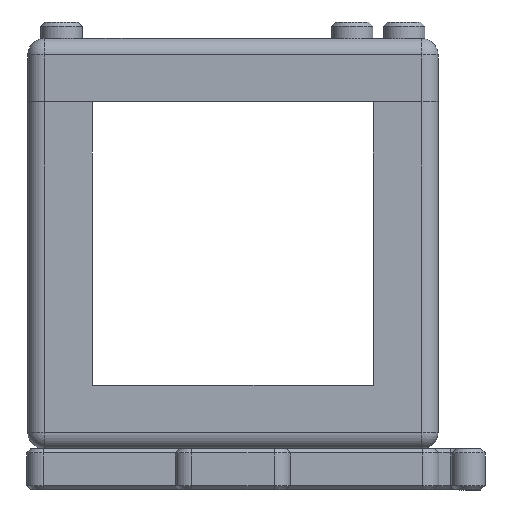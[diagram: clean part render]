
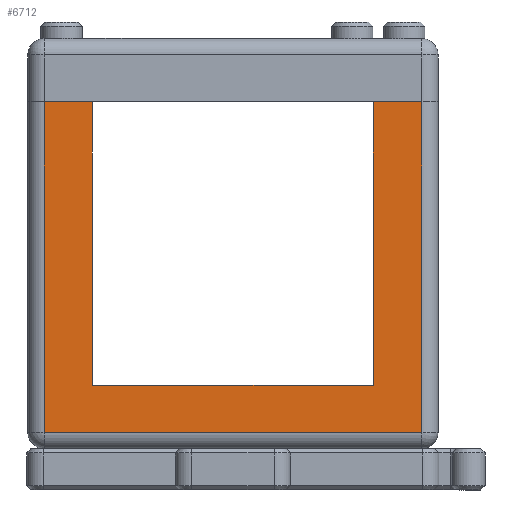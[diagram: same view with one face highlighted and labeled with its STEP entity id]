
A CAD part, left-side view. The second image highlights one B-rep face of the part: STEP entity #6712.
In plain terms, the highlighted planar face has unit normal (-1, 0, 0).
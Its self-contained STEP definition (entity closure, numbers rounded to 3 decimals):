
#288=PLANE('',#7336);
#520=FACE_OUTER_BOUND('',#890,.T.);
#890=EDGE_LOOP('',(#4935,#4936,#4937,#4938,#4939,#4940,#4941,#4942));
#1299=LINE('',#10175,#1949);
#1401=LINE('',#10390,#2051);
#1414=LINE('',#10431,#2064);
#1426=LINE('',#10491,#2076);
#1428=LINE('',#10494,#2078);
#1429=LINE('',#10499,#2079);
#1434=LINE('',#10507,#2084);
#1435=LINE('',#10508,#2085);
#1949=VECTOR('',#8020,10.);
#2051=VECTOR('',#8194,10.);
#2064=VECTOR('',#8243,10.);
#2076=VECTOR('',#8319,10.);
#2078=VECTOR('',#8323,10.);
#2079=VECTOR('',#8328,10.);
#2084=VECTOR('',#8337,10.);
#2085=VECTOR('',#8338,10.);
#2939=VERTEX_POINT('',#10172);
#2940=VERTEX_POINT('',#10174);
#3017=VERTEX_POINT('',#10389);
#3026=VERTEX_POINT('',#10428);
#3027=VERTEX_POINT('',#10430);
#3032=VERTEX_POINT('',#10449);
#3035=VERTEX_POINT('',#10456);
#3045=VERTEX_POINT('',#10497);
#3587=EDGE_CURVE('',#2939,#2940,#1299,.T.);
#3702=EDGE_CURVE('',#2940,#3017,#1401,.T.);
#3724=EDGE_CURVE('',#3026,#3027,#1414,.T.);
#3755=EDGE_CURVE('',#3032,#3035,#1426,.T.);
#3757=EDGE_CURVE('',#3035,#3026,#1428,.T.);
#3759=EDGE_CURVE('',#3045,#3032,#1429,.T.);
#3764=EDGE_CURVE('',#3017,#3045,#1434,.T.);
#3765=EDGE_CURVE('',#2939,#3027,#1435,.T.);
#4935=ORIENTED_EDGE('',*,*,#3757,.F.);
#4936=ORIENTED_EDGE('',*,*,#3755,.F.);
#4937=ORIENTED_EDGE('',*,*,#3759,.F.);
#4938=ORIENTED_EDGE('',*,*,#3764,.F.);
#4939=ORIENTED_EDGE('',*,*,#3702,.F.);
#4940=ORIENTED_EDGE('',*,*,#3587,.F.);
#4941=ORIENTED_EDGE('',*,*,#3765,.T.);
#4942=ORIENTED_EDGE('',*,*,#3724,.F.);
#6712=ADVANCED_FACE('',(#520),#288,.T.);
#7336=AXIS2_PLACEMENT_3D('',#10506,#8335,#8336);
#8020=DIRECTION('',(0.,-1.,0.));
#8194=DIRECTION('',(0.,0.,1.));
#8243=DIRECTION('',(0.,-1.,0.));
#8319=DIRECTION('',(0.,1.,0.));
#8323=DIRECTION('',(0.,0.,1.));
#8328=DIRECTION('',(0.,0.,-1.));
#8335=DIRECTION('center_axis',(-1.,0.,0.));
#8336=DIRECTION('ref_axis',(0.,-1.,0.));
#8337=DIRECTION('',(0.,-1.,0.));
#8338=DIRECTION('',(0.,0.,1.));
#10172=CARTESIAN_POINT('',(-24.9,17.05,7.7));
#10174=CARTESIAN_POINT('',(-24.9,-17.05,7.7));
#10175=CARTESIAN_POINT('',(-24.9,-24.9,7.7));
#10389=CARTESIAN_POINT('',(-24.9,-17.05,42.1));
#10390=CARTESIAN_POINT('',(-24.9,-17.05,7.7));
#10428=CARTESIAN_POINT('',(-24.9,22.9,42.1));
#10430=CARTESIAN_POINT('',(-24.9,17.05,42.1));
#10431=CARTESIAN_POINT('',(-24.9,24.9,42.1));
#10449=CARTESIAN_POINT('',(-24.9,-22.9,2.));
#10456=CARTESIAN_POINT('',(-24.9,22.9,2.));
#10491=CARTESIAN_POINT('',(-24.9,12.45,2.));
#10494=CARTESIAN_POINT('',(-24.9,22.9,0.));
#10497=CARTESIAN_POINT('',(-24.9,-22.9,42.1));
#10499=CARTESIAN_POINT('',(-24.9,-22.9,0.));
#10506=CARTESIAN_POINT('Origin',(-24.9,24.9,0.));
#10507=CARTESIAN_POINT('',(-24.9,-17.05,42.1));
#10508=CARTESIAN_POINT('',(-24.9,17.05,7.7));
